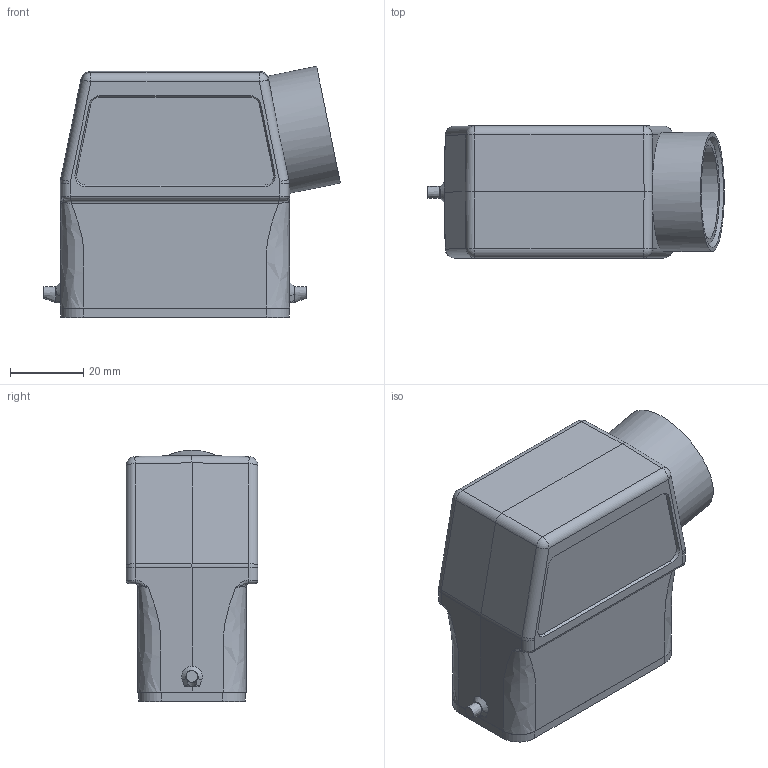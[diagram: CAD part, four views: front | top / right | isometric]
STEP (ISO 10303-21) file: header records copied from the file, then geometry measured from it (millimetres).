
FILE_DESCRIPTION((''),'2;1');
FILE_NAME('122677.stp','2020-07-07T15:12:05',('e.eickhoff'),(''),'Autodesk Inventor 2012','Autodesk Inventor 2012','');
FILE_SCHEMA(('AUTOMOTIVE_DESIGN { 1 0 10303 214 1 1 1 1 }'));
Length unit declared in the file: millimetre
Products named in the file (3): 122677; 05200100562-2; M25-PG21 Adapter
Assembly tree (2 placements, depth 2):
  122677
    05200100562-2
    M25-PG21 Adapter
Bounding box: 80.94 x 36 x 68.62 mm (x, y, z)
Volume: 56882.7 mm3; surface area: 31141.5 mm2
Topology: 2 solids, 2 shells, 424 faces, 1290 edges, 1094 vertices
Faces by surface type: plane 211, cylinder 108, bspline 64, cone 25, torus 12, sphere 4
Full cylindrical faces by diameter (mm): 3 x4, 24 x1, 25.5 x1, 28.3 x1, 29 x1, 32.5 x1
Entity records: 17933 total; most frequent: CARTESIAN_POINT 6568, DIRECTION 2117, ORIENTED_EDGE 2084, EDGE_CURVE 1042, VECTOR 729, LINE 729, AXIS2_PLACEMENT_3D 694, VERTEX_POINT 664
